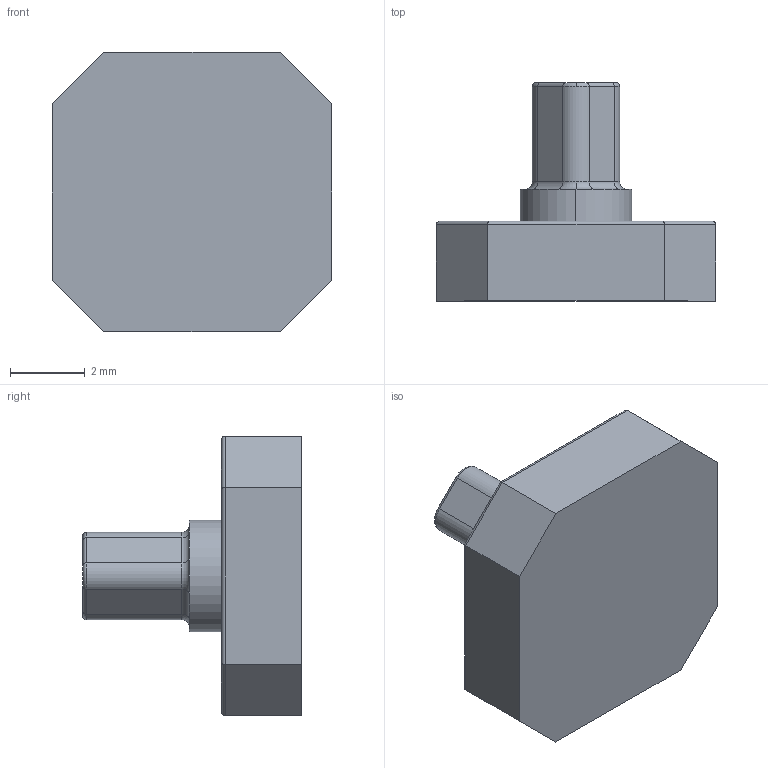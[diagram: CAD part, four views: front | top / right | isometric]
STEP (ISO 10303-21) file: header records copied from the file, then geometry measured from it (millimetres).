
FILE_DESCRIPTION (( 'STEP AP214' ), '1' );
FILE_NAME ('SKRHABE010.STEP', '2020-07-24T04:11:29', ( '' ), ( '' ), 'SwSTEP 2.0', 'SolidWorks 2020', '' );
FILE_SCHEMA (( 'AUTOMOTIVE_DESIGN' ));
Length unit declared in the file: millimetre
Products named in the file (1): SKRHABE010
Bounding box: 7.5 x 5.86 x 7.5 mm (x, y, z)
Volume: 128.6 mm3; surface area: 188.1 mm2
Topology: 1 solids, 1 shells, 49 faces, 111 edges, 66 vertices
Faces by surface type: cylinder 23, plane 16, torus 10
Entity records: 1732 total; most frequent: CARTESIAN_POINT 251, DIRECTION 247, ORIENTED_EDGE 222, EDGE_CURVE 111, AXIS2_PLACEMENT_3D 94, VERTEX_POINT 66, LINE 59, VECTOR 59
